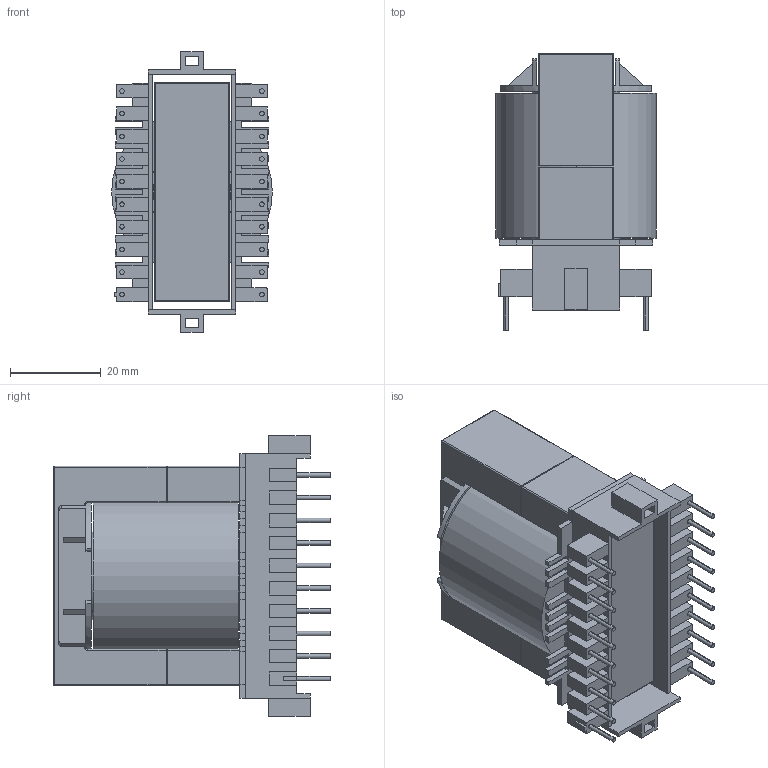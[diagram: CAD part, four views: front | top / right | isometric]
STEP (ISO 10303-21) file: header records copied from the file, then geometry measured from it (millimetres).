
FILE_DESCRIPTION (( 'STEP AP214' ), '1' );
FILE_NAME ('ETD49 ver1.STEP', '2024-11-06T13:23:53', ( '' ), ( '' ), 'SwSTEP 2.0', 'SolidWorks 2023', '' );
FILE_SCHEMA (( 'AUTOMOTIVE_DESIGN' ));
Length unit declared in the file: millimetre
Products named in the file (4): ETD49 Vertical 90648; Core B66367; Coil; ETD49 ver1
Assembly tree (4 placements, depth 2):
  ETD49 ver1
    ETD49 Vertical 90648
    Core B66367  x2
    Coil
Bounding box: 35.5 x 61.25 x 62 mm (x, y, z)
Volume: 60547.4 mm3; surface area: 33463.6 mm2
Topology: 26 solids, 26 shells, 493 faces, 1205 edges, 772 vertices
Faces by surface type: plane 334, cylinder 105, bspline 32, torus 12, sphere 10
Entity records: 14058 total; most frequent: CARTESIAN_POINT 3337, ORIENTED_EDGE 2142, DIRECTION 2065, EDGE_CURVE 1071, LINE 833, VECTOR 833, VERTEX_POINT 700, AXIS2_PLACEMENT_3D 616
